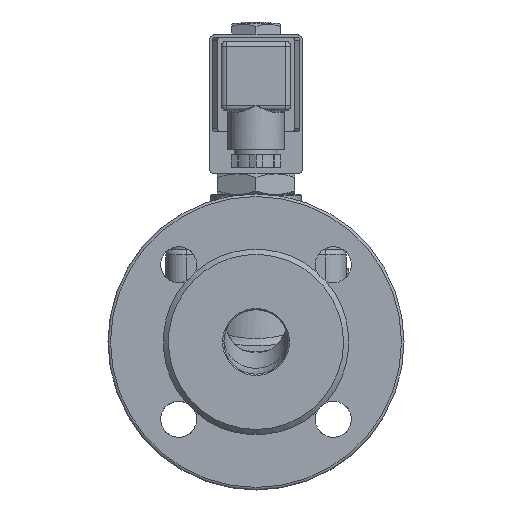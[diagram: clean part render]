
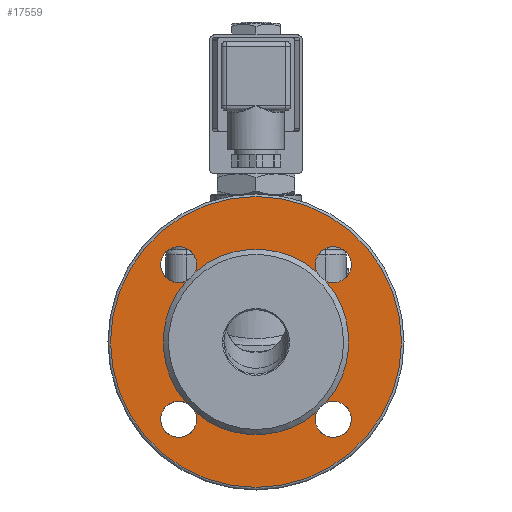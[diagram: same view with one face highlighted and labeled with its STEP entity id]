
A CAD part, front view. The second image highlights one B-rep face of the part: STEP entity #17559.
In plain terms, the highlighted planar face has unit normal (0, -1, 0).
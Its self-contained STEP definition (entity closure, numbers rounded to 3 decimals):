
#3979=PLANE('',#18697);
#4423=FACE_BOUND('',#5705,.T.);
#4631=FACE_OUTER_BOUND('',#5704,.T.);
#5704=EDGE_LOOP('',(#12580));
#5705=EDGE_LOOP('',(#12581,#12582,#12583,#12584,#12585,#12586,#12587,#12588));
#6900=CIRCLE('',#18641,7.);
#6902=CIRCLE('',#18644,7.);
#6904=CIRCLE('',#18647,7.);
#6906=CIRCLE('',#18650,7.);
#6908=CIRCLE('',#18653,36.);
#6909=CIRCLE('',#18654,36.);
#6910=CIRCLE('',#18655,36.);
#6911=CIRCLE('',#18656,36.);
#6931=CIRCLE('',#18693,56.5);
#8245=VERTEX_POINT('',#24234);
#8246=VERTEX_POINT('',#24235);
#8248=VERTEX_POINT('',#24250);
#8249=VERTEX_POINT('',#24251);
#8251=VERTEX_POINT('',#24266);
#8252=VERTEX_POINT('',#24267);
#8254=VERTEX_POINT('',#24282);
#8255=VERTEX_POINT('',#24283);
#8292=VERTEX_POINT('',#24871);
#9924=EDGE_CURVE('',#8245,#8246,#6900,.T.);
#9927=EDGE_CURVE('',#8248,#8249,#6902,.T.);
#9930=EDGE_CURVE('',#8251,#8252,#6904,.T.);
#9933=EDGE_CURVE('',#8254,#8255,#6906,.T.);
#9936=EDGE_CURVE('',#8255,#8245,#6908,.T.);
#9937=EDGE_CURVE('',#8252,#8254,#6909,.T.);
#9938=EDGE_CURVE('',#8249,#8251,#6910,.T.);
#9939=EDGE_CURVE('',#8246,#8248,#6911,.T.);
#9984=EDGE_CURVE('',#8292,#8292,#6931,.T.);
#12580=ORIENTED_EDGE('',*,*,#9984,.F.);
#12581=ORIENTED_EDGE('',*,*,#9924,.T.);
#12582=ORIENTED_EDGE('',*,*,#9939,.T.);
#12583=ORIENTED_EDGE('',*,*,#9927,.T.);
#12584=ORIENTED_EDGE('',*,*,#9938,.T.);
#12585=ORIENTED_EDGE('',*,*,#9930,.T.);
#12586=ORIENTED_EDGE('',*,*,#9937,.T.);
#12587=ORIENTED_EDGE('',*,*,#9933,.T.);
#12588=ORIENTED_EDGE('',*,*,#9936,.T.);
#17559=ADVANCED_FACE('',(#4631,#4423),#3979,.T.);
#18641=AXIS2_PLACEMENT_3D('',#24236,#20070,#20071);
#18644=AXIS2_PLACEMENT_3D('',#24252,#20076,#20077);
#18647=AXIS2_PLACEMENT_3D('',#24268,#20082,#20083);
#18650=AXIS2_PLACEMENT_3D('',#24284,#20088,#20089);
#18653=AXIS2_PLACEMENT_3D('',#24298,#20094,#20095);
#18654=AXIS2_PLACEMENT_3D('',#24299,#20096,#20097);
#18655=AXIS2_PLACEMENT_3D('',#24300,#20098,#20099);
#18656=AXIS2_PLACEMENT_3D('',#24301,#20100,#20101);
#18693=AXIS2_PLACEMENT_3D('',#24872,#20186,#20187);
#18697=AXIS2_PLACEMENT_3D('',#24878,#20194,#20195);
#20070=DIRECTION('center_axis',(0.,1.,
0.));
#20071=DIRECTION('ref_axis',(1.,0.,0.));
#20076=DIRECTION('center_axis',(0.,1.,
0.));
#20077=DIRECTION('ref_axis',(1.,0.,0.));
#20082=DIRECTION('center_axis',(0.,1.,
0.));
#20083=DIRECTION('ref_axis',(1.,0.,0.));
#20088=DIRECTION('center_axis',(0.,1.,
0.));
#20089=DIRECTION('ref_axis',(1.,0.,0.));
#20094=DIRECTION('center_axis',(0.,1.,
0.));
#20095=DIRECTION('ref_axis',(0.,0.,
1.));
#20096=DIRECTION('center_axis',(0.,1.,
0.));
#20097=DIRECTION('ref_axis',(0.,0.,
1.));
#20098=DIRECTION('center_axis',(0.,1.,
0.));
#20099=DIRECTION('ref_axis',(0.,0.,
1.));
#20100=DIRECTION('center_axis',(0.,1.,
0.));
#20101=DIRECTION('ref_axis',(0.,0.,
1.));
#20186=DIRECTION('center_axis',(0.,1.,
0.));
#20187=DIRECTION('ref_axis',(0.,0.,
-1.));
#20194=DIRECTION('center_axis',(0.,-1.,
0.));
#20195=DIRECTION('ref_axis',(0.,0.,
-1.));
#24234=CARTESIAN_POINT('',(23.71,-78.,-38.004));
#24235=CARTESIAN_POINT('',(27.09,-78.,-41.383));
#24236=CARTESIAN_POINT('Origin',(30.052,-78.,-35.041));
#24250=CARTESIAN_POINT('',(27.09,-78.001,-88.803));
#24251=CARTESIAN_POINT('',(23.71,-78.001,-92.183));
#24252=CARTESIAN_POINT('Origin',(30.052,-78.001,-95.145));
#24266=CARTESIAN_POINT('',(-23.71,-78.001,-92.183));
#24267=CARTESIAN_POINT('',(-27.09,-78.001,-88.803));
#24268=CARTESIAN_POINT('Origin',(-30.052,-78.001,-95.145));
#24282=CARTESIAN_POINT('',(-27.09,-78.,-41.383));
#24283=CARTESIAN_POINT('',(-23.71,-78.,-38.004));
#24284=CARTESIAN_POINT('Origin',(-30.052,-78.,-35.041));
#24298=CARTESIAN_POINT('Origin',(0.,-78.,
-65.093));
#24299=CARTESIAN_POINT('Origin',(0.,-78.,
-65.093));
#24300=CARTESIAN_POINT('Origin',(0.,-78.,
-65.093));
#24301=CARTESIAN_POINT('Origin',(0.,-78.,
-65.093));
#24871=CARTESIAN_POINT('',(0.,-78.,-8.593));
#24872=CARTESIAN_POINT('Origin',(0.,-78.,
-65.093));
#24878=CARTESIAN_POINT('Origin',(0.,-78.,
-18.343));
